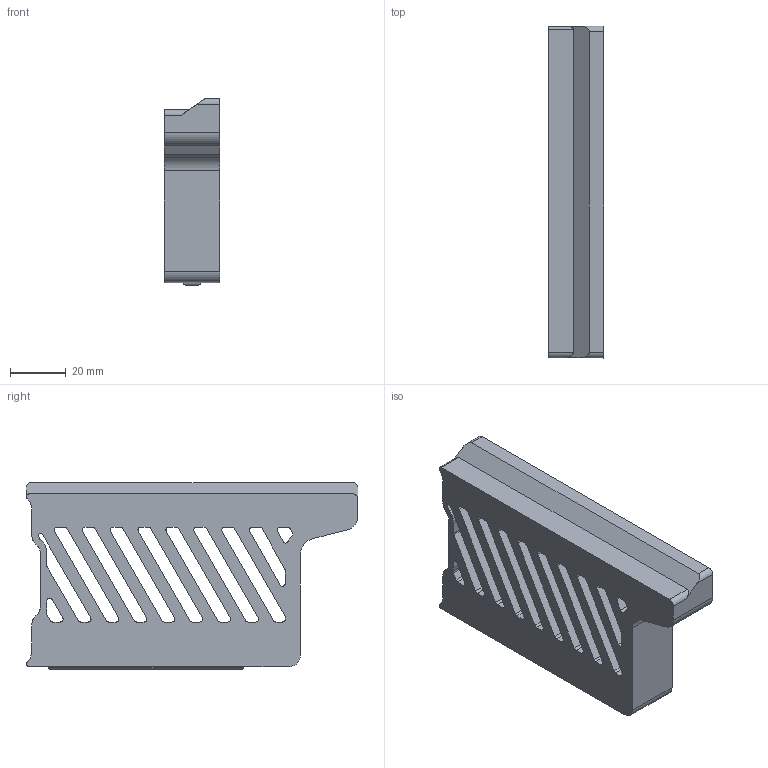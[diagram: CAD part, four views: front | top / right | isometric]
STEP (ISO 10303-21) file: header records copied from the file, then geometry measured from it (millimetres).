
FILE_DESCRIPTION(/* description */ ('Unknown'),/* implementation_level */ '2;1');
FILE_NAME(/* name */ 'SideSkirt350 - Vented',/* time_stamp */ '2022-08-16T22:17:36-04:00',/* author */ ('Unknown'),/* organization */ ('Unknown'),/* preprocessor_version */ 'ST-DEVELOPER v18.1',/* originating_system */ 'Solid Edge',/* authorisation */ 'Unknown');
FILE_SCHEMA (('AUTOMOTIVE_DESIGN {1 0 10303 214 3 1 1}'));
Length unit declared in the file: millimetre
Products named in the file (1): SideSkirt350 - Stripes
Bounding box: 20 x 119 x 67 mm (x, y, z)
Volume: 54113.4 mm3; surface area: 25676 mm2
Topology: 1 solids, 1 shells, 172 faces, 495 edges, 314 vertices
Faces by surface type: plane 84, cylinder 82, torus 3, bspline 2, sphere 1
Full cylindrical faces by diameter (mm): 3.4 x1, 6 x1
Entity records: 5837 total; most frequent: CARTESIAN_POINT 1226, ORIENTED_EDGE 976, DIRECTION 967, EDGE_CURVE 488, AXIS2_PLACEMENT_3D 336, VERTEX_POINT 311, LINE 295, VECTOR 295
